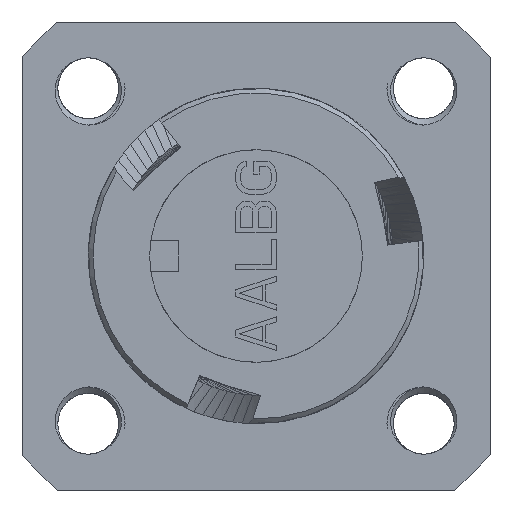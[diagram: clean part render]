
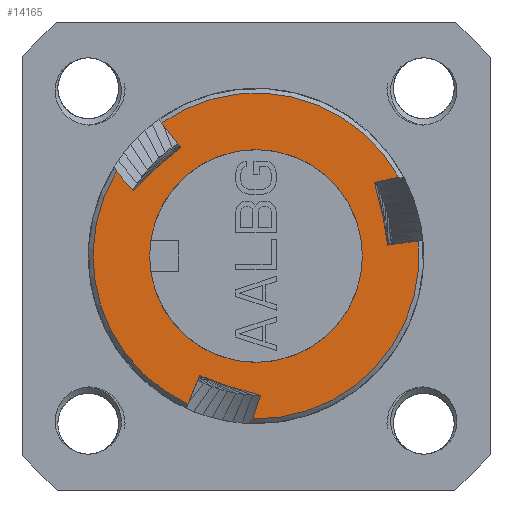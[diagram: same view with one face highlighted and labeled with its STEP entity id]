
A CAD part, left-side view. The second image highlights one B-rep face of the part: STEP entity #14165.
In plain terms, the highlighted planar face has unit normal (-1, 0, 0).
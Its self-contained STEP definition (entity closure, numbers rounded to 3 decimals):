
#54=DIRECTION('',(0.,0.926,0.378));
#55=VECTOR('',#54,0.38);
#56=CARTESIAN_POINT('',(0.,2.704,-6.619));
#57=LINE('1556',#56,#55);
#58=DIRECTION('',(0.,0.378,-0.926));
#59=VECTOR('',#58,1.687);
#60=CARTESIAN_POINT('',(0.,3.056,-6.475));
#61=LINE('1557',#60,#59);
#62=DIRECTION('',(0.,0.678,0.735));
#63=VECTOR('',#62,1.341);
#64=CARTESIAN_POINT('',(0.,6.668,3.577));
#65=LINE('1667',#64,#63);
#66=CARTESIAN_POINT('',(0.,5.25,4.933));
#67=CARTESIAN_POINT('',(0.,5.404,4.799));
#68=CARTESIAN_POINT('',(0.,5.714,4.519));
#69=CARTESIAN_POINT('',(0.,6.187,4.068));
#70=CARTESIAN_POINT('',(0.,6.507,3.744));
#71=CARTESIAN_POINT('',(0.,6.668,3.577));
#73=CARTESIAN_POINT('',(0.,4.38,5.652));
#74=CARTESIAN_POINT('',(0.,4.475,5.578));
#75=CARTESIAN_POINT('',(0.,4.666,5.427));
#76=CARTESIAN_POINT('',(0.,4.956,5.188));
#77=CARTESIAN_POINT('',(0.,5.152,5.02));
#78=CARTESIAN_POINT('',(0.,5.25,4.933));
#80=DIRECTION('',(0.,-0.79,0.613));
#81=VECTOR('',#80,0.38);
#82=CARTESIAN_POINT('',(0.,4.38,5.652));
#83=LINE('1539',#82,#81);
#84=DIRECTION('',(0.,0.613,0.79));
#85=VECTOR('',#84,1.687);
#86=CARTESIAN_POINT('',(0.,4.079,5.884));
#87=LINE('1540',#86,#85);
#88=DIRECTION('',(0.,-0.976,0.219));
#89=VECTOR('',#88,1.341);
#90=CARTESIAN_POINT('',(0.,-6.432,3.987));
#91=LINE('1670',#90,#89);
#92=CARTESIAN_POINT('',(0.,-6.898,2.08));
#93=CARTESIAN_POINT('',(0.,-6.858,2.28));
#94=CARTESIAN_POINT('',(0.,-6.771,2.689));
#95=CARTESIAN_POINT('',(0.,-6.616,3.324));
#96=CARTESIAN_POINT('',(0.,-6.496,3.763));
#97=CARTESIAN_POINT('',(0.,-6.432,3.987));
#99=CARTESIAN_POINT('',(0.,-7.084,0.967));
#100=CARTESIAN_POINT('',(0.,-7.068,1.086));
#101=CARTESIAN_POINT('',(0.,-7.033,
1.327));
#102=CARTESIAN_POINT('',(0.,-6.971,1.698));
#103=CARTESIAN_POINT('',(0.,-6.923,1.952));
#104=CARTESIAN_POINT('',(0.,-6.898,2.08));
#106=DIRECTION('',(0.,-0.135,-0.991));
#107=VECTOR('',#106,0.38);
#108=CARTESIAN_POINT('',(0.,-7.084,
0.967));
#109=LINE('1547',#108,#107);
#110=DIRECTION('',(0.,-0.991,0.135));
#111=VECTOR('',#110,1.687);
#112=CARTESIAN_POINT('',(0.,-7.136,0.591));
#113=LINE('1548',#112,#111);
#114=DIRECTION('',(0.,0.298,-0.955));
#115=VECTOR('',#114,1.341);
#116=CARTESIAN_POINT('',(0.,-0.236,-7.564));
#117=LINE('1664',#116,#115);
#118=CARTESIAN_POINT('',(0.,1.647,-7.013));
#119=CARTESIAN_POINT('',(0.,1.454,-7.079));
#120=CARTESIAN_POINT('',(0.,1.057,-7.208));
#121=CARTESIAN_POINT('',(0.,0.429,-7.392));
#122=CARTESIAN_POINT('',(0.,-0.011,-7.508));
#123=CARTESIAN_POINT('',(0.,-0.236,-7.564));
#125=CARTESIAN_POINT('',(0.,2.704,-6.619));
#126=CARTESIAN_POINT('',(0.,2.593,-6.664));
#127=CARTESIAN_POINT('',(0.,2.367,
-6.754));
#128=CARTESIAN_POINT('',(0.,2.015,-6.886));
#129=CARTESIAN_POINT('',(0.,1.771,-6.971));
#130=CARTESIAN_POINT('',(0.,1.647,-7.013));
#132=CARTESIAN_POINT('',(0.,0.,0.));
#133=DIRECTION('',(-1.,0.,0.));
#134=DIRECTION('',(0.,1.,0.));
#135=AXIS2_PLACEMENT_3D('',#132,#133,#134);
#137=CARTESIAN_POINT('',(0.,0.,0.));
#138=DIRECTION('',(-1.,0.,0.));
#139=DIRECTION('',(0.,-1.,0.));
#140=AXIS2_PLACEMENT_3D('',#137,#138,#139);
#1362=CARTESIAN_POINT('',(0.,0.,0.));
#1363=DIRECTION('',(-1.,0.,0.));
#1364=DIRECTION('',(0.,0.857,0.516));
#1365=AXIS2_PLACEMENT_3D('',#1362,#1363,#1364);
#1394=CARTESIAN_POINT('',(0.,0.,0.));
#1395=DIRECTION('',(-1.,0.,0.));
#1396=DIRECTION('',(0.,-0.875,0.484));
#1397=AXIS2_PLACEMENT_3D('',#1394,#1395,#1396);
#2419=CARTESIAN_POINT('',(0.,0.,0.));
#2420=DIRECTION('',(-1.,0.,0.));
#2421=DIRECTION('',(0.,0.018,-1.));
#2422=AXIS2_PLACEMENT_3D('',#2419,#2420,#2421);
#12258=CARTESIAN_POINT('',(0.,5.775,0.));
#12259=CARTESIAN_POINT('',(0.,-5.775,0.));
#12260=VERTEX_POINT('',#12258);
#12261=VERTEX_POINT('',#12259);
#12295=VERTEX_POINT('',#118);
#12296=VERTEX_POINT('',#123);
#12384=VERTEX_POINT('',#66);
#12385=VERTEX_POINT('',#71);
#12507=VERTEX_POINT('',#92);
#12508=VERTEX_POINT('',#97);
#12562=CARTESIAN_POINT('',(0.,4.38,5.652));
#12563=CARTESIAN_POINT('',(0.,4.079,5.884));
#12564=VERTEX_POINT('',#12562);
#12565=VERTEX_POINT('',#12563);
#12566=CARTESIAN_POINT('',(0.,5.113,7.218));
#12567=VERTEX_POINT('',#12566);
#12572=CARTESIAN_POINT('',(0.,-7.74,4.281));
#12573=VERTEX_POINT('',#12572);
#12574=CARTESIAN_POINT('',(0.,-7.084,
0.967));
#12575=CARTESIAN_POINT('',(0.,-7.136,0.591));
#12576=VERTEX_POINT('',#12574);
#12577=VERTEX_POINT('',#12575);
#12578=CARTESIAN_POINT('',(0.,-8.807,0.819));
#12579=VERTEX_POINT('',#12578);
#12584=CARTESIAN_POINT('',(0.,0.163,-8.844));
#12585=VERTEX_POINT('',#12584);
#12590=CARTESIAN_POINT('',(0.,2.704,
-6.619));
#12591=CARTESIAN_POINT('',(0.,3.056,-6.475));
#12592=VERTEX_POINT('',#12590);
#12593=VERTEX_POINT('',#12591);
#12594=CARTESIAN_POINT('',(0.,3.694,-8.037));
#12595=VERTEX_POINT('',#12594);
#12600=CARTESIAN_POINT('',(0.,7.577,4.563));
#12601=VERTEX_POINT('',#12600);
#14116=CARTESIAN_POINT('',(0.,0.,0.));
#14117=DIRECTION('',(1.,0.,0.));
#14118=DIRECTION('',(0.,-1.,0.));
#14119=AXIS2_PLACEMENT_3D('',#14116,#14117,#14118);
#14120=PLANE('245',#14119);
#14122=ORIENTED_EDGE('1556',*,*,#14121,.T.);
#14124=ORIENTED_EDGE('1557',*,*,#14123,.T.);
#14126=ORIENTED_EDGE('1562',*,*,#14125,.F.);
#14128=ORIENTED_EDGE('1667',*,*,#14127,.F.);
#14130=ORIENTED_EDGE('1325',*,*,#14129,.F.);
#14132=ORIENTED_EDGE('1636',*,*,#14131,.F.);
#14134=ORIENTED_EDGE('1539',*,*,#14133,.T.);
#14136=ORIENTED_EDGE('1540',*,*,#14135,.T.);
#14138=ORIENTED_EDGE('1544',*,*,#14137,.F.);
#14140=ORIENTED_EDGE('1670',*,*,#14139,.F.);
#14142=ORIENTED_EDGE('1466',*,*,#14141,.F.);
#14144=ORIENTED_EDGE('1641',*,*,#14143,.F.);
#14146=ORIENTED_EDGE('1547',*,*,#14145,.T.);
#14148=ORIENTED_EDGE('1548',*,*,#14147,.T.);
#14150=ORIENTED_EDGE('1553',*,*,#14149,.F.);
#14152=ORIENTED_EDGE('1664',*,*,#14151,.F.);
#14154=ORIENTED_EDGE('1255',*,*,#14153,.F.);
#14156=ORIENTED_EDGE('1633',*,*,#14155,.F.);
#14157=EDGE_LOOP('245',(#14122,#14124,#14126,#14128,#14130,#14132,#14134,#14136,
#14138,#14140,#14142,#14144,#14146,#14148,#14150,#14152,#14154,#14156));
#14158=FACE_OUTER_BOUND('245',#14157,.F.);
#14160=ORIENTED_EDGE('1224',*,*,#14159,.T.);
#14162=ORIENTED_EDGE('1225',*,*,#14161,.T.);
#14163=EDGE_LOOP('245',(#14160,#14162));
#14164=FACE_BOUND('245',#14163,.F.);
#72=B_SPLINE_CURVE_WITH_KNOTS('1325',3,(#66,#67,#68,#69,#70,#71),.UNSPECIFIED.,
.F.,.F.,(4,1,1,4),(0.,0.333,0.667,1.),
.UNSPECIFIED.);
#79=B_SPLINE_CURVE_WITH_KNOTS('1636',3,(#73,#74,#75,#76,#77,#78),.UNSPECIFIED.,
.F.,.F.,(4,1,1,4),(0.,0.333,0.667,1.),
.UNSPECIFIED.);
#98=B_SPLINE_CURVE_WITH_KNOTS('1466',3,(#92,#93,#94,#95,#96,#97),.UNSPECIFIED.,
.F.,.F.,(4,1,1,4),(0.,0.333,0.667,1.),
.UNSPECIFIED.);
#105=B_SPLINE_CURVE_WITH_KNOTS('1641',3,(#99,#100,#101,#102,#103,#104),
.UNSPECIFIED.,.F.,.F.,(4,1,1,4),(0.,0.333,0.667,1.),
.UNSPECIFIED.);
#124=B_SPLINE_CURVE_WITH_KNOTS('1255',3,(#118,#119,#120,#121,#122,#123),
.UNSPECIFIED.,.F.,.F.,(4,1,1,4),(0.,0.333,0.667,1.),
.UNSPECIFIED.);
#131=B_SPLINE_CURVE_WITH_KNOTS('1633',3,(#125,#126,#127,#128,#129,#130),
.UNSPECIFIED.,.F.,.F.,(4,1,1,4),(0.,0.333,0.667,1.),
.UNSPECIFIED.);
#136=CIRCLE('1224',#135,5.775);
#141=CIRCLE('1225',#140,5.775);
#1366=CIRCLE('1562',#1365,8.845);
#1398=CIRCLE('1544',#1397,8.845);
#2423=CIRCLE('1553',#2422,8.845);
#14121=EDGE_CURVE('1556',#12592,#12593,#57,.T.);
#14123=EDGE_CURVE('1557',#12593,#12595,#61,.T.);
#14125=EDGE_CURVE('1562',#12601,#12595,#1366,.T.);
#14127=EDGE_CURVE('1667',#12385,#12601,#65,.T.);
#14129=EDGE_CURVE('1325',#12384,#12385,#72,.T.);
#14131=EDGE_CURVE('1636',#12564,#12384,#79,.T.);
#14133=EDGE_CURVE('1539',#12564,#12565,#83,.T.);
#14135=EDGE_CURVE('1540',#12565,#12567,#87,.T.);
#14137=EDGE_CURVE('1544',#12573,#12567,#1398,.T.);
#14139=EDGE_CURVE('1670',#12508,#12573,#91,.T.);
#14141=EDGE_CURVE('1466',#12507,#12508,#98,.T.);
#14143=EDGE_CURVE('1641',#12576,#12507,#105,.T.);
#14145=EDGE_CURVE('1547',#12576,#12577,#109,.T.);
#14147=EDGE_CURVE('1548',#12577,#12579,#113,.T.);
#14149=EDGE_CURVE('1553',#12585,#12579,#2423,.T.);
#14151=EDGE_CURVE('1664',#12296,#12585,#117,.T.);
#14153=EDGE_CURVE('1255',#12295,#12296,#124,.T.);
#14155=EDGE_CURVE('1633',#12592,#12295,#131,.T.);
#14159=EDGE_CURVE('1224',#12260,#12261,#136,.T.);
#14161=EDGE_CURVE('1225',#12261,#12260,#141,.T.);
#14165=ADVANCED_FACE('245',(#14158,#14164),#14120,.F.);
